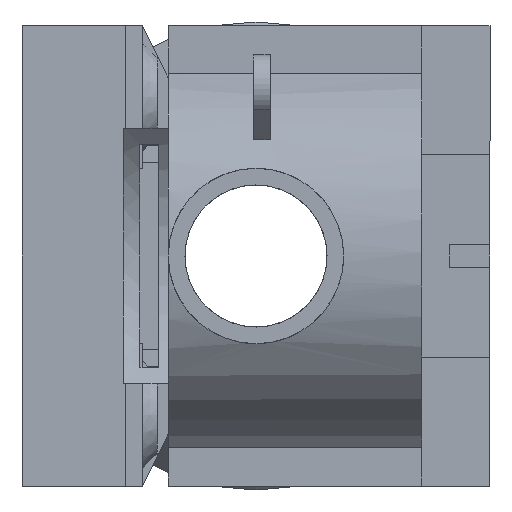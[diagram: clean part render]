
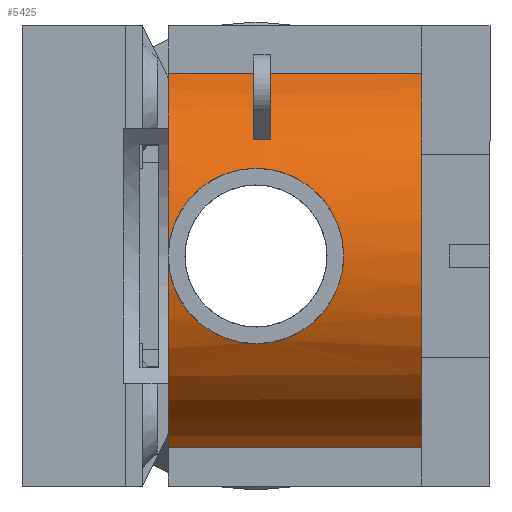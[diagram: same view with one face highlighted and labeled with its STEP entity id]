
A CAD part, left-side view. The second image highlights one B-rep face of the part: STEP entity #5425.
In plain terms, the highlighted cylindrical face has radius 21 mm (diameter 42 mm), a partial arc.
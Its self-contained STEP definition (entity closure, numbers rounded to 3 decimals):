
#3327=CARTESIAN_POINT('',(-5.76,13.375,-20.195));
#3328=VERTEX_POINT('',#3327);
#3335=CARTESIAN_POINT('',(-21.0,13.375,0.0));
#3336=VERTEX_POINT('',#3335);
#3337=CARTESIAN_POINT('',(0.0,13.375,0.0));
#3338=DIRECTION('',(0.0,1.0,0.0));
#3339=DIRECTION('',(-1.0,0.0,0.0));
#3340=AXIS2_PLACEMENT_3D('',#3337,#3338,#3339);
#3341=CIRCLE('',#3340,21.0);
#3342=EDGE_CURVE('',#3328,#3336,#3341,.T.);
#3344=CARTESIAN_POINT('',(-8.3,13.375,19.29));
#3345=VERTEX_POINT('',#3344);
#3346=CARTESIAN_POINT('',(0.0,13.375,0.0));
#3347=DIRECTION('',(0.0,1.0,0.0));
#3348=DIRECTION('',(-1.0,0.0,0.0));
#3349=AXIS2_PLACEMENT_3D('',#3346,#3347,#3348);
#3350=CIRCLE('',#3349,21.0);
#3351=EDGE_CURVE('',#3336,#3345,#3350,.T.);
#4143=CARTESIAN_POINT('',(-12.249,4.375,17.057));
#4144=VERTEX_POINT('',#4143);
#4145=CARTESIAN_POINT('',(-12.249,2.625,17.057));
#4146=VERTEX_POINT('',#4145);
#4147=CARTESIAN_POINT('',(-12.249,4.375,17.057));
#4148=DIRECTION('',(0.0,-1.0,0.0));
#4149=VECTOR('',#4148,1.75);
#4150=LINE('',#4147,#4149);
#4151=EDGE_CURVE('',#4144,#4146,#4150,.T.);
#4183=CARTESIAN_POINT('',(-17.057,2.625,12.249));
#4184=VERTEX_POINT('',#4183);
#4185=CARTESIAN_POINT('',(-17.057,4.375,12.249));
#4186=VERTEX_POINT('',#4185);
#4187=CARTESIAN_POINT('',(-17.057,2.625,12.249));
#4188=DIRECTION('',(0.0,1.0,0.0));
#4189=VECTOR('',#4188,1.75);
#4190=LINE('',#4187,#4189);
#4191=EDGE_CURVE('',#4184,#4186,#4190,.T.);
#5057=CARTESIAN_POINT('',(-8.3,-13.375,19.29));
#5058=VERTEX_POINT('',#5057);
#5065=CARTESIAN_POINT('',(-5.76,-13.375,-20.195));
#5066=VERTEX_POINT('',#5065);
#5067=CARTESIAN_POINT('',(0.0,-13.375,0.0));
#5068=DIRECTION('',(0.0,1.0,0.0));
#5069=DIRECTION('',(-1.0,0.0,0.0));
#5070=AXIS2_PLACEMENT_3D('',#5067,#5068,#5069);
#5071=CIRCLE('',#5070,21.0);
#5072=EDGE_CURVE('',#5066,#5058,#5071,.T.);
#5236=CARTESIAN_POINT('',(-5.76,13.375,-20.195));
#5237=DIRECTION('',(0.0,-1.0,0.0));
#5238=VECTOR('',#5237,26.75);
#5239=LINE('',#5236,#5238);
#5240=EDGE_CURVE('',#3328,#5066,#5239,.T.);
#5353=CARTESIAN_POINT('',(0.0,0.0,0.0));
#5354=DIRECTION('',(0.0,1.0,0.0));
#5355=DIRECTION('',(-1.0,0.0,0.0));
#5356=AXIS2_PLACEMENT_3D('',#5353,#5354,#5355);
#5357=CYLINDRICAL_SURFACE('',#5356,21.0);
#5358=ORIENTED_EDGE('',*,*,#5240,.T.);
#5359=ORIENTED_EDGE('',*,*,#5072,.T.);
#5360=CARTESIAN_POINT('',(-8.3,-13.375,19.29));
#5361=DIRECTION('',(0.0,1.0,0.0));
#5362=VECTOR('',#5361,26.75);
#5363=LINE('',#5360,#5362);
#5364=EDGE_CURVE('',#5058,#3345,#5363,.T.);
#5365=ORIENTED_EDGE('',*,*,#5364,.T.);
#5366=ORIENTED_EDGE('',*,*,#3351,.F.);
#5367=CARTESIAN_POINT('',(-18.853,4.125,-9.25));
#5368=CARTESIAN_POINT('',(-18.853,5.305,-9.25));
#5369=CARTESIAN_POINT('',(-18.976,6.551,-9.011));
#5370=CARTESIAN_POINT('',(-19.398,8.824,-8.062));
#5371=CARTESIAN_POINT('',(-19.689,9.853,-7.354));
#5372=CARTESIAN_POINT('',(-20.221,11.477,-5.729));
#5373=CARTESIAN_POINT('',(-20.5,12.187,-4.699));
#5374=CARTESIAN_POINT('',(-20.891,13.136,-2.425));
#5375=CARTESIAN_POINT('',(-21.0,13.375,-1.178));
#5376=CARTESIAN_POINT('',(-21.0,13.375,1.178));
#5377=CARTESIAN_POINT('',(-20.891,13.136,2.425));
#5378=CARTESIAN_POINT('',(-20.5,12.187,4.699));
#5379=CARTESIAN_POINT('',(-20.221,11.477,5.729));
#5380=CARTESIAN_POINT('',(-19.689,9.853,7.354));
#5381=CARTESIAN_POINT('',(-19.398,8.824,8.062));
#5382=CARTESIAN_POINT('',(-18.976,6.551,9.011));
#5383=CARTESIAN_POINT('',(-18.853,5.305,9.25));
#5384=CARTESIAN_POINT('',(-18.853,2.945,9.25));
#5385=CARTESIAN_POINT('',(-18.976,1.699,9.011));
#5386=CARTESIAN_POINT('',(-19.398,-0.574,8.062));
#5387=CARTESIAN_POINT('',(-19.689,-1.603,7.354));
#5388=CARTESIAN_POINT('',(-20.221,-3.227,5.729));
#5389=CARTESIAN_POINT('',(-20.5,-3.937,4.699));
#5390=CARTESIAN_POINT('',(-20.891,-4.886,2.425));
#5391=CARTESIAN_POINT('',(-21.0,-5.125,1.178));
#5392=CARTESIAN_POINT('',(-21.0,-5.125,-1.178));
#5393=CARTESIAN_POINT('',(-20.891,-4.886,-2.425));
#5394=CARTESIAN_POINT('',(-20.5,-3.937,-4.699));
#5395=CARTESIAN_POINT('',(-20.221,-3.227,-5.729));
#5396=CARTESIAN_POINT('',(-19.689,-1.603,-7.354));
#5397=CARTESIAN_POINT('',(-19.398,-0.574,-8.062));
#5398=CARTESIAN_POINT('',(-18.976,1.699,-9.011));
#5399=CARTESIAN_POINT('',(-18.853,2.945,-9.25));
#5400=CARTESIAN_POINT('',(-18.853,4.125,-9.25));
#5401=B_SPLINE_CURVE_WITH_KNOTS('',3,(#5367,#5368,#5369,#5370,#5371,#5372,#5373,#5374,#5375,#5376,#5377,#5378,#5379,#5380,#5381,#5382,#5383,#5384,#5385,#5386,#5387,#5388,#5389,#5390,#5391,#5392,#5393,#5394,#5395,#5396,#5397,#5398,#5399,#5400),.UNSPECIFIED.,.T.,.U.,(4,2,2,2,2,2,2,2,2,2,2,2,2,2,2,2,4),(0.0,0.354,0.708,1.062,1.415,1.769,2.122,2.476,2.83,3.184,3.538,3.892,4.245,4.599,4.952,5.306,5.661),.UNSPECIFIED.);
#5402=EDGE_CURVE('',#3336,#3336,#5401,.T.);
#5403=ORIENTED_EDGE('',*,*,#5402,.T.);
#5404=ORIENTED_EDGE('',*,*,#3342,.F.);
#5405=EDGE_LOOP('',(#5358,#5359,#5365,#5366,#5403,#5404));
#5406=FACE_OUTER_BOUND('',#5405,.T.);
#5407=CARTESIAN_POINT('',(0.0,2.625,0.0));
#5408=DIRECTION('',(0.0,-1.0,0.0));
#5409=DIRECTION('',(-1.0,0.0,0.0));
#5410=AXIS2_PLACEMENT_3D('',#5407,#5408,#5409);
#5411=CIRCLE('',#5410,21.0);
#5412=EDGE_CURVE('',#4146,#4184,#5411,.T.);
#5413=ORIENTED_EDGE('',*,*,#5412,.T.);
#5414=ORIENTED_EDGE('',*,*,#4191,.T.);
#5415=CARTESIAN_POINT('',(0.0,4.375,0.0));
#5416=DIRECTION('',(0.0,1.0,0.0));
#5417=DIRECTION('',(-1.0,0.0,0.0));
#5418=AXIS2_PLACEMENT_3D('',#5415,#5416,#5417);
#5419=CIRCLE('',#5418,21.0);
#5420=EDGE_CURVE('',#4186,#4144,#5419,.T.);
#5421=ORIENTED_EDGE('',*,*,#5420,.T.);
#5422=ORIENTED_EDGE('',*,*,#4151,.T.);
#5423=EDGE_LOOP('',(#5413,#5414,#5421,#5422));
#5424=FACE_BOUND('',#5423,.T.);
#5425=ADVANCED_FACE('',(#5406,#5424),#5357,.T.);
